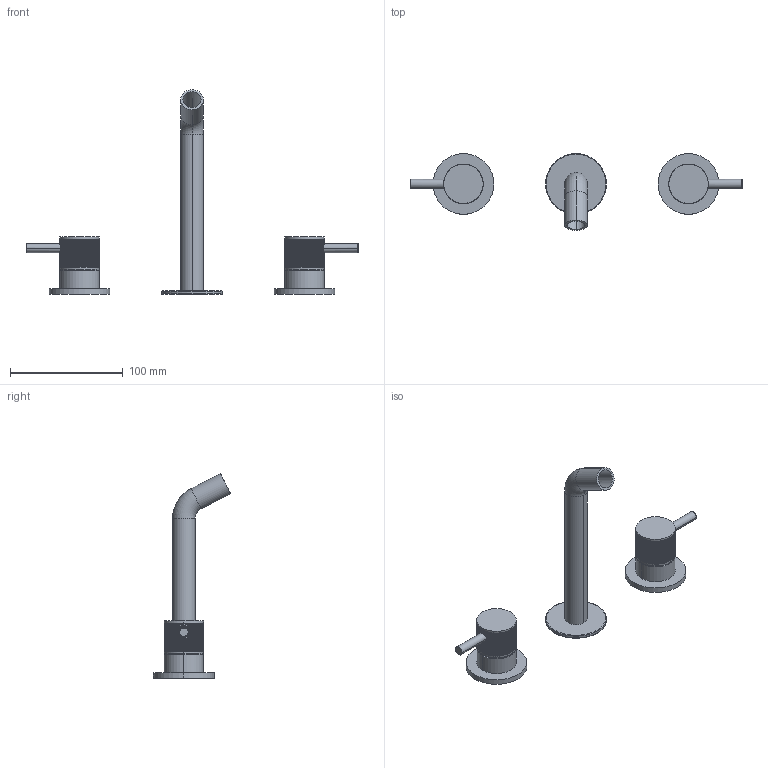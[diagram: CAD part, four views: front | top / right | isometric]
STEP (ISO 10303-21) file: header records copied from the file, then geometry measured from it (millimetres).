
FILE_DESCRIPTION (( 'STEP AP214' ), '1' );
FILE_NAME ('CO304.F_STEP_v10424.STEP', '2024-04-11T07:47:12', ( '' ), ( '' ), 'SwSTEP 2.0', 'SolidWorks 2019', '' );
FILE_SCHEMA (( 'AUTOMOTIVE_DESIGN' ));
Length unit declared in the file: millimetre
Products named in the file (4): CO207_Spout back plate_v11023; Wall Spout_20mm_v11023_STANDARD -170mm; Standard 35mm BM Handle_v11023_3TH Fluted NEW; CO304.F_STEP_v10424
Assembly tree (4 placements, depth 2):
  CO304.F_STEP_v10424
    Wall Spout_20mm_v11023_STANDARD -170mm
    CO207_Spout back plate_v11023
    Standard 35mm BM Handle_v11023_3TH Fluted NEW  x2
Bounding box: 295 x 68.54 x 181.91 mm (x, y, z)
Volume: 100265 mm3; surface area: 59491.8 mm2
Topology: 4 solids, 6 shells, 1254 faces, 2880 edges, 1752 vertices
Faces by surface type: cylinder 486, bspline 480, plane 276, torus 12
Entity records: 37565 total; most frequent: CARTESIAN_POINT 25953, ORIENTED_EDGE 2928, EDGE_CURVE 1464, DIRECTION 1380, B_SPLINE_CURVE_WITH_KNOTS 942, VERTEX_POINT 890, EDGE_LOOP 700, ADVANCED_FACE 639
